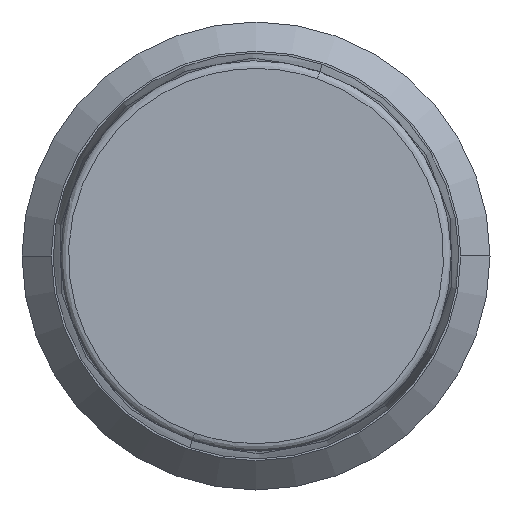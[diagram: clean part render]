
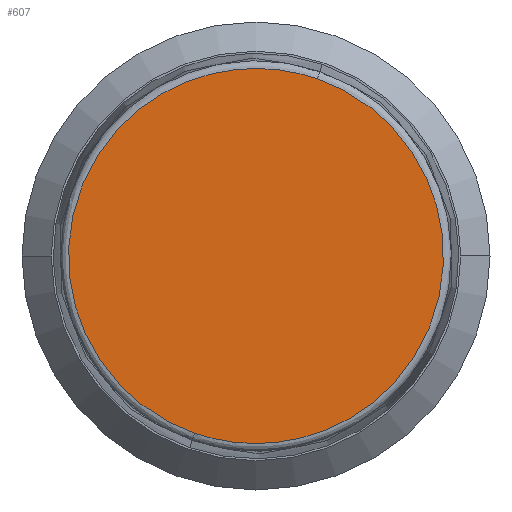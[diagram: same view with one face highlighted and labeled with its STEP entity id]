
A CAD part, left-side view. The second image highlights one B-rep face of the part: STEP entity #607.
In plain terms, the highlighted planar face has unit normal (-1, 0, 0).
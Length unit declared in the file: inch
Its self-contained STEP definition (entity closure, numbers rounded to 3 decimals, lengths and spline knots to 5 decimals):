
#38 = CARTESIAN_POINT ( 'NONE',  ( -0.19685, 0.06193, -0.17887 ) ) ;
#42 = VERTEX_POINT ( 'NONE', #2109 ) ;
#118 = VERTEX_POINT ( 'NONE', #1151 ) ;
#142 = PLANE ( 'NONE',  #1047 ) ;
#167 = EDGE_CURVE ( 'NONE', #42, #118, #1527, .T. ) ;
#256 = FACE_OUTER_BOUND ( 'NONE', #1543, .T. ) ;
#332 = CARTESIAN_POINT ( 'NONE',  ( -0.19685, -0.06193, 0.17887 ) ) ;
#607 = ADVANCED_FACE ( 'NONE', ( #256 ), #142, .F. ) ;
#644 = CARTESIAN_POINT ( 'NONE',  ( -0.19685, 0.29581, 0.30272 ) ) ;
#686 = ORIENTED_EDGE ( 'NONE', *, *, #1083, .F. ) ;
#696 = CARTESIAN_POINT ( 'NONE',  ( -0.19685, -0.29581, -0.30272 ) ) ;
#848 =( BOUNDED_CURVE ( )  B_SPLINE_CURVE ( 3, ( #2082, #1918, #644, #2089 ),
 .UNSPECIFIED., .F., .F. ) 
 B_SPLINE_CURVE_WITH_KNOTS ( ( 4, 4 ),
 ( 0., 0.5 ),
 .UNSPECIFIED. ) 
 CURVE ( )  GEOMETRIC_REPRESENTATION_ITEM ( )  RATIONAL_B_SPLINE_CURVE ( ( 1., 0.333, 0.333, 1. ) ) 
 REPRESENTATION_ITEM ( '' )  );
#956 = CARTESIAN_POINT ( 'NONE',  ( -0.19685, 0., 0. ) ) ;
#1047 = AXIS2_PLACEMENT_3D ( 'NONE', #956, #1268, #1289 ) ;
#1083 = EDGE_CURVE ( 'NONE', #118, #42, #848, .T. ) ;
#1151 = CARTESIAN_POINT ( 'NONE',  ( -0.19685, 0.06193, -0.17887 ) ) ;
#1268 = DIRECTION ( 'NONE',  ( 1., 0., 0. ) ) ;
#1289 = DIRECTION ( 'NONE',  ( 0., 0.327, -0.945 ) ) ;
#1491 = CARTESIAN_POINT ( 'NONE',  ( -0.19685, -0.41966, 0.05502 ) ) ;
#1527 =( BOUNDED_CURVE ( )  B_SPLINE_CURVE ( 3, ( #332, #1491, #696, #38 ),
 .UNSPECIFIED., .F., .F. ) 
 B_SPLINE_CURVE_WITH_KNOTS ( ( 4, 4 ),
 ( 0.5, 1. ),
 .UNSPECIFIED. ) 
 CURVE ( )  GEOMETRIC_REPRESENTATION_ITEM ( )  RATIONAL_B_SPLINE_CURVE ( ( 1., 0.333, 0.333, 1. ) ) 
 REPRESENTATION_ITEM ( '' )  );
#1543 = EDGE_LOOP ( 'NONE', ( #686, #2029 ) ) ;
#1918 = CARTESIAN_POINT ( 'NONE',  ( -0.19685, 0.41966, -0.05502 ) ) ;
#2029 = ORIENTED_EDGE ( 'NONE', *, *, #167, .F. ) ;
#2082 = CARTESIAN_POINT ( 'NONE',  ( -0.19685, 0.06193, -0.17887 ) ) ;
#2089 = CARTESIAN_POINT ( 'NONE',  ( -0.19685, -0.06193, 0.17887 ) ) ;
#2109 = CARTESIAN_POINT ( 'NONE',  ( -0.19685, -0.06193, 0.17887 ) ) ;
